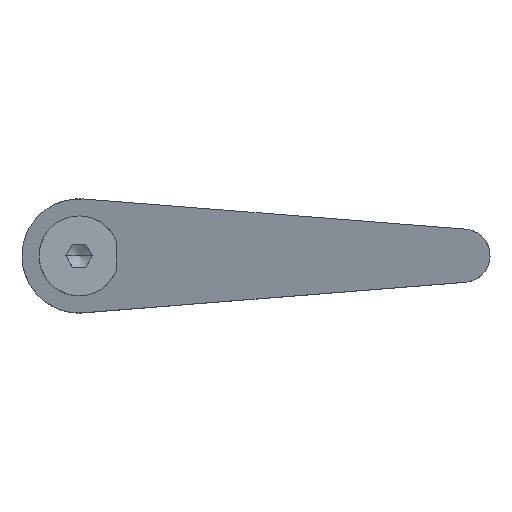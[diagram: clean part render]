
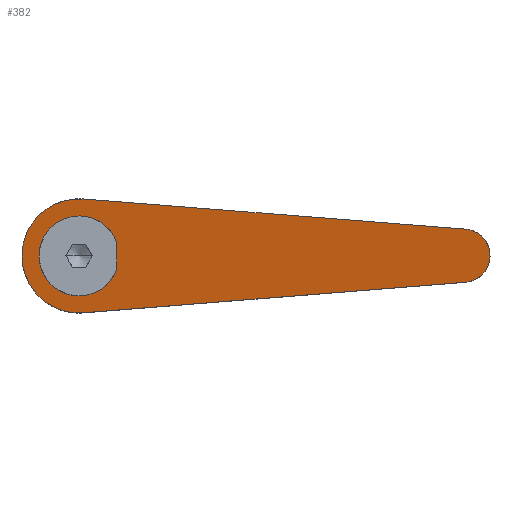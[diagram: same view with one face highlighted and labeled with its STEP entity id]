
A CAD part, top view. The second image highlights one B-rep face of the part: STEP entity #382.
In plain terms, the highlighted planar face has unit normal (-0.26, 0, 0.966).
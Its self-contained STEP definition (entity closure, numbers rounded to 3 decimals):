
#220=VERTEX_POINT('',#614);
#224=EDGE_CURVE('',#428,#220,#618,.T.);
#264=VERTEX_POINT('',#663);
#334=VERTEX_POINT('',#742);
#336=VERTEX_POINT('',#744);
#342=VERTEX_POINT('',#750);
#378=EDGE_CURVE('',#440,#342,#790,.T.);
#382=ADVANCED_FACE('',(#794,#795),#796,.F.);
#418=VERTEX_POINT('',#838);
#424=VERTEX_POINT('',#844);
#428=VERTEX_POINT('',#848);
#430=EDGE_CURVE('',#220,#418,#850,.T.);
#440=VERTEX_POINT('',#861);
#454=EDGE_CURVE('',#264,#428,#878,.T.);
#498=EDGE_CURVE('',#334,#264,#928,.T.);
#544=EDGE_CURVE('',#336,#424,#977,.T.);
#570=EDGE_CURVE('',#418,#334,#1007,.T.);
#576=EDGE_CURVE('',#424,#440,#1015,.T.);
#578=EDGE_CURVE('',#342,#336,#1017,.T.);
#614=CARTESIAN_POINT('',(101.554,-6.978,75.167));
#618=LINE('',#1052,#1053);
#663=CARTESIAN_POINT('',(-15.0,0.,43.8));
#742=CARTESIAN_POINT('',(1.188,14.953,48.157));
#744=CARTESIAN_POINT('',(0.,10.5,47.837));
#750=CARTESIAN_POINT('',(9.896,3.511,50.5));
#790=LINE('',#1300,#1301);
#794=FACE_OUTER_BOUND('',#1307,.T.);
#795=FACE_BOUND('',#1308,.T.);
#796=PLANE('',#1309);
#838=CARTESIAN_POINT('',(101.554,6.978,75.167));
#844=CARTESIAN_POINT('',(0.,-10.5,47.837));
#848=CARTESIAN_POINT('',(1.188,-14.953,48.157));
#850=ELLIPSE('',#1383,7.249,7.0);
#861=CARTESIAN_POINT('',(9.896,-3.511,50.5));
#878=ELLIPSE('',#1416,15.534,15.0);
#928=ELLIPSE('',#1508,15.534,15.0);
#977=ELLIPSE('',#1581,10.874,10.5);
#1007=LINE('',#1622,#1623);
#1015=ELLIPSE('',#1632,10.874,10.5);
#1017=ELLIPSE('',#1635,10.874,10.5);
#1052=CARTESIAN_POINT('',(103.416,-6.83,75.668));
#1053=VECTOR('',#1665,1.0);
#1300=CARTESIAN_POINT('',(9.896,0.,50.5));
#1301=VECTOR('',#1862,1.0);
#1307=EDGE_LOOP('',(#1865,#1866,#1867,#1868,#1869));
#1308=EDGE_LOOP('',(#1870,#1871,#1872,#1873));
#1309=AXIS2_PLACEMENT_3D('',#1874,#1875,#1876);
#1383=AXIS2_PLACEMENT_3D('',#1933,#1934,#1935);
#1416=AXIS2_PLACEMENT_3D('',#1971,#1972,#1973);
#1508=AXIS2_PLACEMENT_3D('',#2038,#2039,#2040);
#1581=AXIS2_PLACEMENT_3D('',#2078,#2079,#2080);
#1622=CARTESIAN_POINT('',(56.602,10.55,63.07));
#1623=VECTOR('',#2114,1.0);
#1632=AXIS2_PLACEMENT_3D('',#2130,#2131,#2132);
#1635=AXIS2_PLACEMENT_3D('',#2133,#2134,#2135);
#1665=DIRECTION('',(0.963,0.077,0.259));
#1862=DIRECTION('',(0.,1.0,0.0));
#1865=ORIENTED_EDGE('',*,*,#498,.T.);
#1866=ORIENTED_EDGE('',*,*,#454,.T.);
#1867=ORIENTED_EDGE('',*,*,#224,.T.);
#1868=ORIENTED_EDGE('',*,*,#430,.T.);
#1869=ORIENTED_EDGE('',*,*,#570,.T.);
#1870=ORIENTED_EDGE('',*,*,#578,.F.);
#1871=ORIENTED_EDGE('',*,*,#378,.F.);
#1872=ORIENTED_EDGE('',*,*,#576,.F.);
#1873=ORIENTED_EDGE('',*,*,#544,.F.);
#1874=CARTESIAN_POINT('',(48.966,0.,61.015));
#1875=DIRECTION('',(0.26,0.,-0.966));
#1876=DIRECTION('',(0.251,0.966,0.068));
#1933=CARTESIAN_POINT('',(101.0,0.,75.018));
#1934=DIRECTION('',(-0.26,0.,0.966));
#1935=DIRECTION('',(0.966,0.,0.26));
#1971=CARTESIAN_POINT('',(0.,0.,47.837));
#1972=DIRECTION('',(-0.26,0.,0.966));
#1973=DIRECTION('',(-0.966,0.,-0.26));
#2038=CARTESIAN_POINT('',(0.,0.,47.837));
#2039=DIRECTION('',(-0.26,0.,0.966));
#2040=DIRECTION('',(-0.966,0.,-0.26));
#2078=CARTESIAN_POINT('',(0.,0.,47.837));
#2079=DIRECTION('',(-0.26,0.,0.966));
#2080=DIRECTION('',(-0.966,0.0,-0.26));
#2114=DIRECTION('',(-0.963,0.077,-0.259));
#2130=CARTESIAN_POINT('',(0.,0.,47.837));
#2131=DIRECTION('',(-0.26,0.,0.966));
#2132=DIRECTION('',(-0.966,0.0,-0.26));
#2133=CARTESIAN_POINT('',(0.,0.,47.837));
#2134=DIRECTION('',(-0.26,0.,0.966));
#2135=DIRECTION('',(-0.966,0.0,-0.26));
